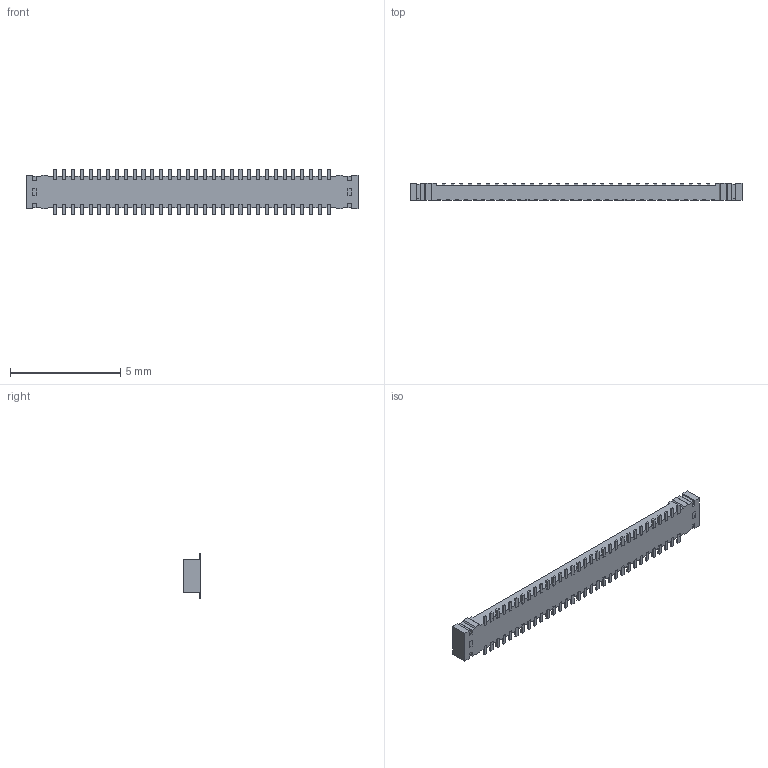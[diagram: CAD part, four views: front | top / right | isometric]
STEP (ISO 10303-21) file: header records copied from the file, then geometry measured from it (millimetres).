
FILE_DESCRIPTION((''),'2;1');
FILE_NAME('5024306410','2018-10-09T',('gga'),(''),'PRO/ENGINEER BY PARAMETRIC TECHNOLOGY CORPORATION, 2016010','PRO/ENGINEER BY PARAMETRIC TECHNOLOGY CORPORATION, 2016010','');
FILE_SCHEMA(('CONFIG_CONTROL_DESIGN'));
Length unit declared in the file: millimetre
Products named in the file (1): 5024306410
Bounding box: 15.06 x 0.8 x 2.08 mm (x, y, z)
Volume: 10.8 mm3; surface area: 99.5 mm2
Topology: 1 solids, 1 shells, 778 faces, 2400 edges, 1688 vertices
Faces by surface type: plane 778
Entity records: 25857 total; most frequent: CARTESIAN_POINT 4603, ORIENTED_EDGE 4272, DIRECTION 3958, VECTOR 2400, LINE 2400, EDGE_CURVE 2136, VERTEX_POINT 1424, EDGE_LOOP 842
